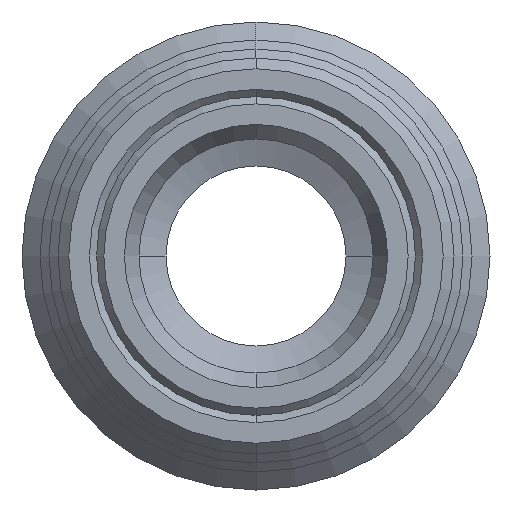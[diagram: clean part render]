
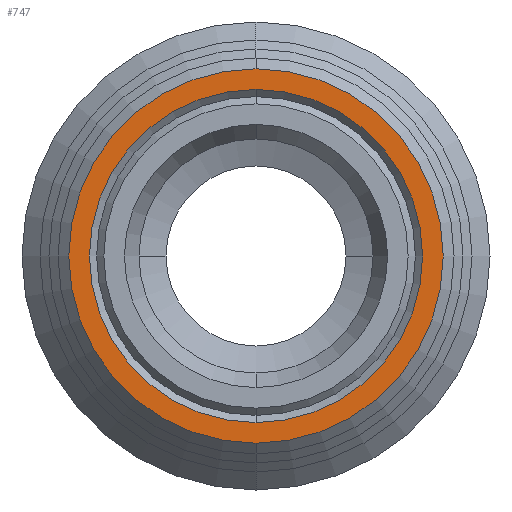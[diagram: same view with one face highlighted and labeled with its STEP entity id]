
A CAD part, front view. The second image highlights one B-rep face of the part: STEP entity #747.
In plain terms, the highlighted planar face has unit normal (0, -1, 0).
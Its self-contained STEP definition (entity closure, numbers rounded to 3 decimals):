
#627 = EDGE_CURVE ( 'NONE', #783, #798, #1609, .T. ) ;
#638 = EDGE_CURVE ( 'NONE', #789, #805, #1607, .T. ) ;
#640 = ORIENTED_EDGE ( 'NONE', *, *, #782, .F. ) ;
#641 = ORIENTED_EDGE ( 'NONE', *, *, #813, .T. ) ;
#642 = ORIENTED_EDGE ( 'NONE', *, *, #627, .F. ) ;
#645 = ORIENTED_EDGE ( 'NONE', *, *, #638, .T. ) ;
#743 = EDGE_LOOP ( 'NONE', ( #640, #642 ) ) ;
#747 = ADVANCED_FACE ( 'NONE', ( #1679, #1678 ), #1674, .T. ) ;
#748 = EDGE_LOOP ( 'NONE', ( #641, #645 ) ) ;
#782 = EDGE_CURVE ( 'NONE', #798, #783, #1759, .T. ) ;
#783 = VERTEX_POINT ( 'NONE', #1754 ) ;
#789 = VERTEX_POINT ( 'NONE', #1842 ) ;
#798 = VERTEX_POINT ( 'NONE', #1797 ) ;
#805 = VERTEX_POINT ( 'NONE', #1689 ) ;
#813 = EDGE_CURVE ( 'NONE', #805, #789, #1705, .T. ) ;
#1542 = CARTESIAN_POINT ( 'NONE',  ( 0., -17.65, 0. ) ) ;
#1556 = DIRECTION ( 'NONE',  ( 0., 0., -1. ) ) ;
#1571 = AXIS2_PLACEMENT_3D ( 'NONE', #1542, #1643, #1556 ) ;
#1606 = CARTESIAN_POINT ( 'NONE',  ( 0., -17.65, 0. ) ) ;
#1607 = CIRCLE ( 'NONE', #1620, 4.627 ) ;
#1609 = CIRCLE ( 'NONE', #1571, 5.2 ) ;
#1618 = DIRECTION ( 'NONE',  ( 0., 0., -1. ) ) ;
#1619 = DIRECTION ( 'NONE',  ( 0., 1., 0. ) ) ;
#1620 = AXIS2_PLACEMENT_3D ( 'NONE', #1606, #1619, #1618 ) ;
#1643 = DIRECTION ( 'NONE',  ( 0., 1., 0. ) ) ;
#1674 = PLANE ( 'NONE',  #1748 ) ;
#1678 = FACE_OUTER_BOUND ( 'NONE', #743, .T. ) ;
#1679 = FACE_BOUND ( 'NONE', #748, .T. ) ;
#1689 = CARTESIAN_POINT ( 'NONE',  ( 0., -17.65, 4.627 ) ) ;
#1701 = DIRECTION ( 'NONE',  ( 0., 0., -1. ) ) ;
#1702 = DIRECTION ( 'NONE',  ( 0., 1., 0. ) ) ;
#1703 = CARTESIAN_POINT ( 'NONE',  ( 0., -17.65, 0. ) ) ;
#1704 = AXIS2_PLACEMENT_3D ( 'NONE', #1703, #1702, #1701 ) ;
#1705 = CIRCLE ( 'NONE', #1704, 4.627 ) ;
#1744 = DIRECTION ( 'NONE',  ( 0., 0., 1. ) ) ;
#1745 = DIRECTION ( 'NONE',  ( 0., -1., 0. ) ) ;
#1747 = CARTESIAN_POINT ( 'NONE',  ( -5.2, -17.65, 0. ) ) ;
#1748 = AXIS2_PLACEMENT_3D ( 'NONE', #1747, #1745, #1744 ) ;
#1754 = CARTESIAN_POINT ( 'NONE',  ( 0., -17.65, 5.2 ) ) ;
#1755 = DIRECTION ( 'NONE',  ( 0., 0., -1. ) ) ;
#1756 = DIRECTION ( 'NONE',  ( 0., 1., 0. ) ) ;
#1757 = CARTESIAN_POINT ( 'NONE',  ( 0., -17.65, 0. ) ) ;
#1758 = AXIS2_PLACEMENT_3D ( 'NONE', #1757, #1756, #1755 ) ;
#1759 = CIRCLE ( 'NONE', #1758, 5.2 ) ;
#1797 = CARTESIAN_POINT ( 'NONE',  ( 0., -17.65, -5.2 ) ) ;
#1842 = CARTESIAN_POINT ( 'NONE',  ( 0., -17.65, -4.627 ) ) ;
